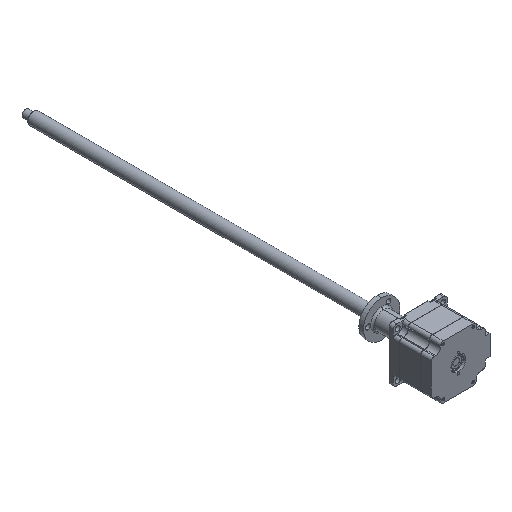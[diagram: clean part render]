
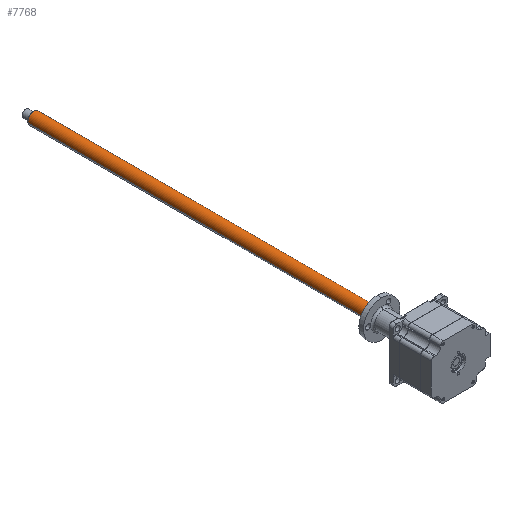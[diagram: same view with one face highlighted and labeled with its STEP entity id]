
A CAD part, isometric view. The second image highlights one B-rep face of the part: STEP entity #7768.
In plain terms, the highlighted cylindrical face has radius 6.225 mm (diameter 12.45 mm), a partial arc.
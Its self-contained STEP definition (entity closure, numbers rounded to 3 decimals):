
#46 = VERTEX_POINT ( 'NONE', #6203 ) ;
#149 = AXIS2_PLACEMENT_3D ( 'NONE', #747, #6915, #1646 ) ;
#330 = VERTEX_POINT ( 'NONE', #10564 ) ;
#719 = DIRECTION ( 'NONE',  ( 0., -1., 0. ) ) ;
#747 = CARTESIAN_POINT ( 'NONE',  ( -17.293, 402.999, 33.35 ) ) ;
#888 = ORIENTED_EDGE ( 'NONE', *, *, #3991, .F. ) ;
#941 = CARTESIAN_POINT ( 'NONE',  ( -11.226, 403.999, 34.744 ) ) ;
#1166 = ORIENTED_EDGE ( 'NONE', *, *, #6902, .T. ) ;
#1635 = ORIENTED_EDGE ( 'NONE', *, *, #9841, .F. ) ;
#1646 = DIRECTION ( 'NONE',  ( 0.975, 0., 0.224 ) ) ;
#2317 = CARTESIAN_POINT ( 'NONE',  ( -23.36, 3.999, 31.956 ) ) ;
#3168 = CARTESIAN_POINT ( 'NONE',  ( -23.36, 403.999, 31.956 ) ) ;
#3529 = VECTOR ( 'NONE', #7542, 1000. ) ;
#3552 = CIRCLE ( 'NONE', #6112, 6.225 ) ;
#3797 = LINE ( 'NONE', #3168, #3529 ) ;
#3991 = EDGE_CURVE ( 'NONE', #4603, #6513, #3552, .T. ) ;
#4226 = CARTESIAN_POINT ( 'NONE',  ( -17.293, 3.999, 33.35 ) ) ;
#4588 = FACE_OUTER_BOUND ( 'NONE', #6056, .T. ) ;
#4603 = VERTEX_POINT ( 'NONE', #8636 ) ;
#5099 = DIRECTION ( 'NONE',  ( -0.975, 0., -0.224 ) ) ;
#6041 = CARTESIAN_POINT ( 'NONE',  ( -17.293, 403.999, 33.35 ) ) ;
#6056 = EDGE_LOOP ( 'NONE', ( #1635, #9236, #1166, #888 ) ) ;
#6112 = AXIS2_PLACEMENT_3D ( 'NONE', #4226, #10389, #5099 ) ;
#6203 = CARTESIAN_POINT ( 'NONE',  ( -11.226, 402.999, 34.744 ) ) ;
#6513 = VERTEX_POINT ( 'NONE', #2317 ) ;
#6902 = EDGE_CURVE ( 'NONE', #330, #6513, #3797, .T. ) ;
#6915 = DIRECTION ( 'NONE',  ( 0., -1., 0. ) ) ;
#6934 = DIRECTION ( 'NONE',  ( -0.975, 0., -0.224 ) ) ;
#7542 = DIRECTION ( 'NONE',  ( 0., -1., 0. ) ) ;
#7768 = ADVANCED_FACE ( 'NONE', ( #4588 ), #11357, .T. ) ;
#8319 = AXIS2_PLACEMENT_3D ( 'NONE', #6041, #719, #6934 ) ;
#8636 = CARTESIAN_POINT ( 'NONE',  ( -11.226, 3.999, 34.744 ) ) ;
#8676 = VECTOR ( 'NONE', #8870, 1000. ) ;
#8870 = DIRECTION ( 'NONE',  ( 0., -1., 0. ) ) ;
#9236 = ORIENTED_EDGE ( 'NONE', *, *, #11321, .T. ) ;
#9841 = EDGE_CURVE ( 'NONE', #46, #4603, #11019, .T. ) ;
#10086 = CIRCLE ( 'NONE', #149, 6.225 ) ;
#10389 = DIRECTION ( 'NONE',  ( 0., -1., 0. ) ) ;
#10564 = CARTESIAN_POINT ( 'NONE',  ( -23.36, 402.999, 31.956 ) ) ;
#11019 = LINE ( 'NONE', #941, #8676 ) ;
#11321 = EDGE_CURVE ( 'NONE', #46, #330, #10086, .T. ) ;
#11357 = CYLINDRICAL_SURFACE ( 'NONE', #8319, 6.225 ) ;
